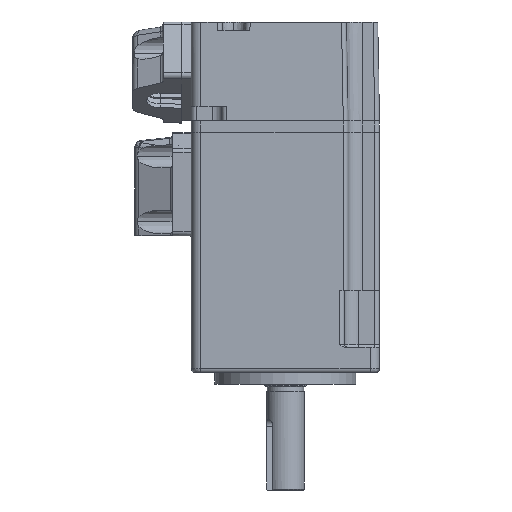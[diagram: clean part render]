
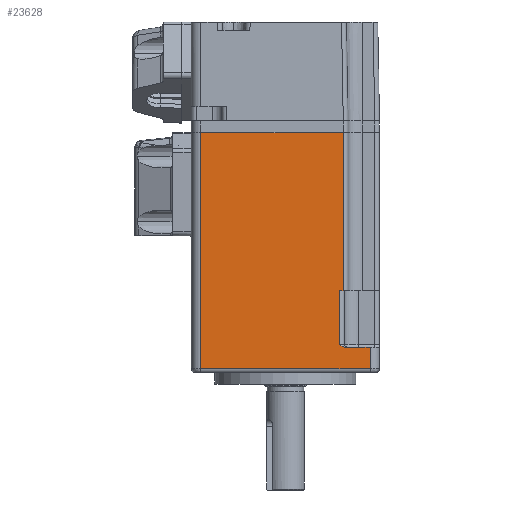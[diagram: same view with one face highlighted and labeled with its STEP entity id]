
A CAD part, left-side view. The second image highlights one B-rep face of the part: STEP entity #23628.
In plain terms, the highlighted face is planar.
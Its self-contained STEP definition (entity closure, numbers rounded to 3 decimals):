
#468 = CARTESIAN_POINT ( 'NONE',  ( -12.116, 60., -5.12 ) ) ;
#626 = CARTESIAN_POINT ( 'NONE',  ( -11.919, 60., -5.221 ) ) ;
#955 = CARTESIAN_POINT ( 'NONE',  ( -12.07, 60., -5.142 ) ) ;
#1112 = CARTESIAN_POINT ( 'NONE',  ( -11.768, 60., -5.315 ) ) ;
#1609 = VERTEX_POINT ( 'NONE', #31696 ) ;
#3220 = LINE ( 'NONE', #12911, #15312 ) ;
#3461 = EDGE_CURVE ( 'NONE', #8954, #8228, #16801, .T. ) ;
#3636 = LINE ( 'NONE', #20901, #4858 ) ;
#3642 = CARTESIAN_POINT ( 'NONE',  ( -18., 60., -0.4 ) ) ;
#4858 = VECTOR ( 'NONE', #13169, 1000. ) ;
#4959 = ORIENTED_EDGE ( 'NONE', *, *, #15737, .F. ) ;
#5300 = ORIENTED_EDGE ( 'NONE', *, *, #15801, .T. ) ;
#5740 = CARTESIAN_POINT ( 'NONE',  ( -12.527, 60., -5. ) ) ;
#5893 = CARTESIAN_POINT ( 'NONE',  ( -11.839, 60., -5.27 ) ) ;
#6438 = ORIENTED_EDGE ( 'NONE', *, *, #3461, .T. ) ;
#6701 = DIRECTION ( 'NONE',  ( 0., 0., -1. ) ) ;
#7329 = FACE_OUTER_BOUND ( 'NONE', #16538, .T. ) ;
#7995 = ORIENTED_EDGE ( 'NONE', *, *, #18497, .T. ) ;
#8228 = VERTEX_POINT ( 'NONE', #19728 ) ;
#8954 = VERTEX_POINT ( 'NONE', #31980 ) ;
#9154 = ORIENTED_EDGE ( 'NONE', *, *, #12610, .T. ) ;
#9223 = DIRECTION ( 'NONE',  ( 0., 0., 1. ) ) ;
#9825 = EDGE_CURVE ( 'NONE', #29720, #19010, #3220, .T. ) ;
#10667 = CARTESIAN_POINT ( 'NONE',  ( -12.618, 60., -5. ) ) ;
#10674 = CARTESIAN_POINT ( 'NONE',  ( -12.207, 60., -5.081 ) ) ;
#10826 = LINE ( 'NONE', #23808, #20631 ) ;
#11003 = CARTESIAN_POINT ( 'NONE',  ( -11.758, 60., -5.322 ) ) ;
#11428 = VECTOR ( 'NONE', #9223, 1000. ) ;
#11542 = EDGE_CURVE ( 'NONE', #31455, #14494, #29193, .T. ) ;
#11898 = EDGE_CURVE ( 'NONE', #17179, #29720, #17195, .T. ) ;
#12417 = PLANE ( 'NONE',  #23504 ) ;
#12610 = EDGE_CURVE ( 'NONE', #14494, #8954, #3636, .T. ) ;
#12911 = CARTESIAN_POINT ( 'NONE',  ( -11.5, 60., -74.5 ) ) ;
#12917 = ORIENTED_EDGE ( 'NONE', *, *, #11542, .T. ) ;
#13169 = DIRECTION ( 'NONE',  ( 1., 0., 0. ) ) ;
#13204 = ORIENTED_EDGE ( 'NONE', *, *, #9825, .T. ) ;
#13937 = ORIENTED_EDGE ( 'NONE', *, *, #11898, .T. ) ;
#14494 = VERTEX_POINT ( 'NONE', #19504 ) ;
#15138 = CARTESIAN_POINT ( 'NONE',  ( -12.3, 60., -17. ) ) ;
#15238 = LINE ( 'NONE', #18030, #30298 ) ;
#15312 = VECTOR ( 'NONE', #20649, 1000. ) ;
#15551 = CARTESIAN_POINT ( 'NONE',  ( -20., 60., -17. ) ) ;
#15737 = EDGE_CURVE ( 'NONE', #17179, #1609, #15238, .T. ) ;
#15772 = CARTESIAN_POINT ( 'NONE',  ( -11.777, 60., -5.31 ) ) ;
#15801 = EDGE_CURVE ( 'NONE', #19010, #31455, #25416, .T. ) ;
#16538 = EDGE_LOOP ( 'NONE', ( #12917, #9154, #6438, #16587, #7995, #4959, #13937, #13204, #5300 ) ) ;
#16587 = ORIENTED_EDGE ( 'NONE', *, *, #17164, .T. ) ;
#16801 = LINE ( 'NONE', #28829, #11428 ) ;
#17164 = EDGE_CURVE ( 'NONE', #8228, #30253, #10826, .T. ) ;
#17179 = VERTEX_POINT ( 'NONE', #10667 ) ;
#17195 = B_SPLINE_CURVE_WITH_KNOTS ( 'NONE', 3,
 ( #28608, #5740, #23003, #10674, #468, #955, #23158, #20531, #21177, #27967, #626, #5893, #25468, #15772, #1112, #25800, #11003, #31079, #28451, #30924 ),
 .UNSPECIFIED., .F., .F.,
 ( 4, 1, 1, 1, 1, 2, 2, 1, 1, 1, 1, 2, 2, 4 ),
 ( 0., 0.25, 0.375, 0.437, 0.469, 0.484, 0.5, 0.625, 0.688, 0.719, 0.734, 0.742, 0.75, 1. ),
 .UNSPECIFIED. ) ;
#17704 = DIRECTION ( 'NONE',  ( -1., 0., 0. ) ) ;
#17927 = VECTOR ( 'NONE', #21100, 1000. ) ;
#18030 = CARTESIAN_POINT ( 'NONE',  ( -20., 60., -5. ) ) ;
#18497 = EDGE_CURVE ( 'NONE', #30253, #1609, #19528, .T. ) ;
#19010 = VERTEX_POINT ( 'NONE', #31148 ) ;
#19206 = CARTESIAN_POINT ( 'NONE',  ( -18., 60., -74.5 ) ) ;
#19504 = CARTESIAN_POINT ( 'NONE',  ( -12.3, 60., -50.6 ) ) ;
#19528 = LINE ( 'NONE', #19206, #25396 ) ;
#19728 = CARTESIAN_POINT ( 'NONE',  ( 18., 60., -0.4 ) ) ;
#20531 = CARTESIAN_POINT ( 'NONE',  ( -12.037, 60., -5.158 ) ) ;
#20631 = VECTOR ( 'NONE', #30917, 1000. ) ;
#20649 = DIRECTION ( 'NONE',  ( 0., 0., -1. ) ) ;
#20901 = CARTESIAN_POINT ( 'NONE',  ( -20., 60., -50.6 ) ) ;
#21100 = DIRECTION ( 'NONE',  ( 0., 0., -1. ) ) ;
#21177 = CARTESIAN_POINT ( 'NONE',  ( -12.029, 60., -5.162 ) ) ;
#21340 = VECTOR ( 'NONE', #17704, 1000. ) ;
#23003 = CARTESIAN_POINT ( 'NONE',  ( -12.384, 60., -5.021 ) ) ;
#23158 = CARTESIAN_POINT ( 'NONE',  ( -12.05, 60., -5.151 ) ) ;
#23433 = DIRECTION ( 'NONE',  ( -1., 0., 0. ) ) ;
#23504 = AXIS2_PLACEMENT_3D ( 'NONE', #30045, #25245, #30371 ) ;
#23628 = ADVANCED_FACE ( 'NONE', ( #7329 ), #12417, .T. ) ;
#23808 = CARTESIAN_POINT ( 'NONE',  ( -20., 60., -0.4 ) ) ;
#24073 = CARTESIAN_POINT ( 'NONE',  ( -12.3, 60., -74.5 ) ) ;
#24468 = CARTESIAN_POINT ( 'NONE',  ( -11.5, 60., -5.5 ) ) ;
#25245 = DIRECTION ( 'NONE',  ( 0., -1., 0. ) ) ;
#25396 = VECTOR ( 'NONE', #6701, 1000. ) ;
#25416 = LINE ( 'NONE', #15551, #21340 ) ;
#25468 = CARTESIAN_POINT ( 'NONE',  ( -11.798, 60., -5.296 ) ) ;
#25800 = CARTESIAN_POINT ( 'NONE',  ( -11.762, 60., -5.319 ) ) ;
#27967 = CARTESIAN_POINT ( 'NONE',  ( -11.983, 60., -5.186 ) ) ;
#28451 = CARTESIAN_POINT ( 'NONE',  ( -11.613, 60., -5.42 ) ) ;
#28608 = CARTESIAN_POINT ( 'NONE',  ( -12.618, 60., -5. ) ) ;
#28829 = CARTESIAN_POINT ( 'NONE',  ( 18., 60., -74.5 ) ) ;
#29193 = LINE ( 'NONE', #24073, #17927 ) ;
#29720 = VERTEX_POINT ( 'NONE', #24468 ) ;
#30045 = CARTESIAN_POINT ( 'NONE',  ( -20., 60., -74.5 ) ) ;
#30253 = VERTEX_POINT ( 'NONE', #3642 ) ;
#30298 = VECTOR ( 'NONE', #23433, 1000. ) ;
#30371 = DIRECTION ( 'NONE',  ( 0., 0., -1. ) ) ;
#30917 = DIRECTION ( 'NONE',  ( -1., 0., 0. ) ) ;
#30924 = CARTESIAN_POINT ( 'NONE',  ( -11.5, 60., -5.5 ) ) ;
#31079 = CARTESIAN_POINT ( 'NONE',  ( -11.699, 60., -5.361 ) ) ;
#31148 = CARTESIAN_POINT ( 'NONE',  ( -11.5, 60., -17. ) ) ;
#31455 = VERTEX_POINT ( 'NONE', #15138 ) ;
#31696 = CARTESIAN_POINT ( 'NONE',  ( -18., 60., -5. ) ) ;
#31980 = CARTESIAN_POINT ( 'NONE',  ( 18., 60., -50.6 ) ) ;
